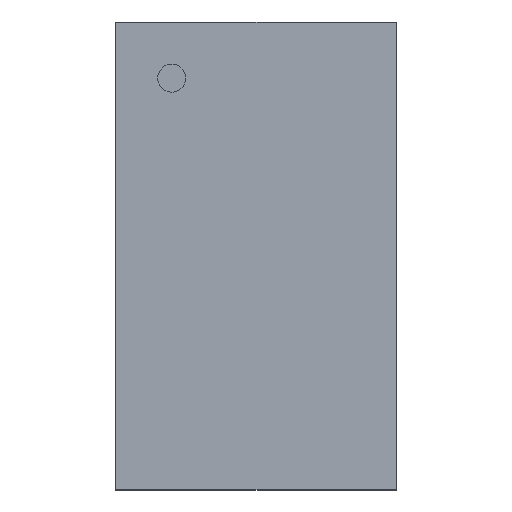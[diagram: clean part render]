
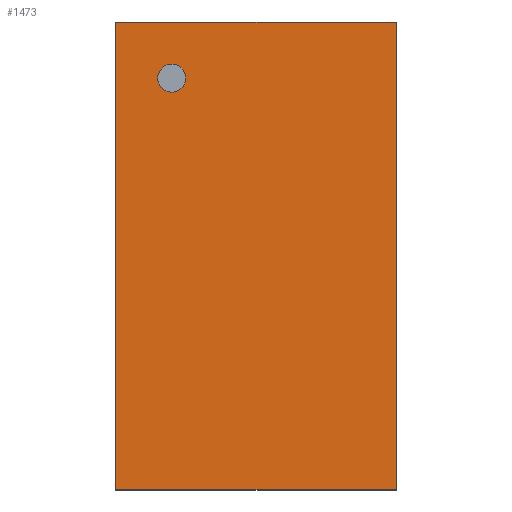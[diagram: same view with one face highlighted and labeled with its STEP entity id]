
A CAD part, top view. The second image highlights one B-rep face of the part: STEP entity #1473.
In plain terms, the highlighted planar face has unit normal (0, 0, 1).
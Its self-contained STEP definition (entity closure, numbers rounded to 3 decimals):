
#63 = VERTEX_POINT ( 'NONE', #133 ) ;
#133 = CARTESIAN_POINT ( 'NONE',  ( 1.5, -2.5, 1.575 ) ) ;
#149 = CARTESIAN_POINT ( 'NONE',  ( -0.75, 1.9, 1.575 ) ) ;
#343 = VERTEX_POINT ( 'NONE', #3160 ) ;
#517 = CARTESIAN_POINT ( 'NONE',  ( -1.5, -2.5, 1.575 ) ) ;
#581 = EDGE_CURVE ( 'NONE', #3183, #63, #6508, .T. ) ;
#592 = ORIENTED_EDGE ( 'NONE', *, *, #5207, .T. ) ;
#866 = CARTESIAN_POINT ( 'NONE',  ( 0., 0., 1.575 ) ) ;
#869 = DIRECTION ( 'NONE',  ( 0., 0., 1. ) ) ;
#1064 = ORIENTED_EDGE ( 'NONE', *, *, #7007, .F. ) ;
#1077 = CARTESIAN_POINT ( 'NONE',  ( -1.05, 1.9, 1.575 ) ) ;
#1117 = EDGE_LOOP ( 'NONE', ( #1064, #5635 ) ) ;
#1169 = CARTESIAN_POINT ( 'NONE',  ( -0.9, 1.9, 1.575 ) ) ;
#1360 = EDGE_LOOP ( 'NONE', ( #6340, #5801, #592, #3069 ) ) ;
#1416 = CARTESIAN_POINT ( 'NONE',  ( -0.9, 1.9, 1.575 ) ) ;
#1473 = ADVANCED_FACE ( 'NONE', ( #3555, #6800 ), #5717, .F. ) ;
#1566 = CARTESIAN_POINT ( 'NONE',  ( 1.5, -2.5, 1.575 ) ) ;
#2100 = DIRECTION ( 'NONE',  ( 0., 0., -1. ) ) ;
#2185 = DIRECTION ( 'NONE',  ( -1., 0., 0. ) ) ;
#2359 = VERTEX_POINT ( 'NONE', #4801 ) ;
#2386 = VECTOR ( 'NONE', #2185, 1000. ) ;
#2418 = DIRECTION ( 'NONE',  ( 0., -1., 0. ) ) ;
#2551 = VERTEX_POINT ( 'NONE', #1077 ) ;
#2641 = LINE ( 'NONE', #5353, #2386 ) ;
#3069 = ORIENTED_EDGE ( 'NONE', *, *, #581, .T. ) ;
#3160 = CARTESIAN_POINT ( 'NONE',  ( 1.5, 2.5, 1.575 ) ) ;
#3183 = VERTEX_POINT ( 'NONE', #517 ) ;
#3315 = DIRECTION ( 'NONE',  ( 0., 0., 1. ) ) ;
#3470 = VECTOR ( 'NONE', #4740, 1000. ) ;
#3555 = FACE_BOUND ( 'NONE', #1117, .T. ) ;
#3595 = AXIS2_PLACEMENT_3D ( 'NONE', #866, #2100, #6502 ) ;
#3911 = CARTESIAN_POINT ( 'NONE',  ( -1.5, -2.5, 1.575 ) ) ;
#4090 = VECTOR ( 'NONE', #2418, 1000. ) ;
#4149 = CARTESIAN_POINT ( 'NONE',  ( -1.5, -2.5, 1.575 ) ) ;
#4256 = DIRECTION ( 'NONE',  ( 1., 0., 0. ) ) ;
#4271 = LINE ( 'NONE', #1566, #3470 ) ;
#4740 = DIRECTION ( 'NONE',  ( 0., 1., 0. ) ) ;
#4801 = CARTESIAN_POINT ( 'NONE',  ( -1.5, 2.5, 1.575 ) ) ;
#5022 = EDGE_CURVE ( 'NONE', #2551, #6128, #6063, .T. ) ;
#5207 = EDGE_CURVE ( 'NONE', #2359, #3183, #6713, .T. ) ;
#5260 = AXIS2_PLACEMENT_3D ( 'NONE', #1416, #869, #5281 ) ;
#5281 = DIRECTION ( 'NONE',  ( 1., 0., 0. ) ) ;
#5353 = CARTESIAN_POINT ( 'NONE',  ( -1.5, 2.5, 1.575 ) ) ;
#5488 = AXIS2_PLACEMENT_3D ( 'NONE', #1169, #3315, #5536 ) ;
#5536 = DIRECTION ( 'NONE',  ( 1., 0., 0. ) ) ;
#5576 = EDGE_CURVE ( 'NONE', #343, #2359, #2641, .T. ) ;
#5622 = VECTOR ( 'NONE', #4256, 1000. ) ;
#5635 = ORIENTED_EDGE ( 'NONE', *, *, #5022, .F. ) ;
#5717 = PLANE ( 'NONE',  #3595 ) ;
#5801 = ORIENTED_EDGE ( 'NONE', *, *, #5576, .T. ) ;
#6063 = CIRCLE ( 'NONE', #5260, 0.15 ) ;
#6128 = VERTEX_POINT ( 'NONE', #149 ) ;
#6192 = CIRCLE ( 'NONE', #5488, 0.15 ) ;
#6340 = ORIENTED_EDGE ( 'NONE', *, *, #6341, .T. ) ;
#6341 = EDGE_CURVE ( 'NONE', #63, #343, #4271, .T. ) ;
#6502 = DIRECTION ( 'NONE',  ( -1., 0., 0. ) ) ;
#6508 = LINE ( 'NONE', #4149, #5622 ) ;
#6713 = LINE ( 'NONE', #3911, #4090 ) ;
#6800 = FACE_OUTER_BOUND ( 'NONE', #1360, .T. ) ;
#7007 = EDGE_CURVE ( 'NONE', #6128, #2551, #6192, .T. ) ;
